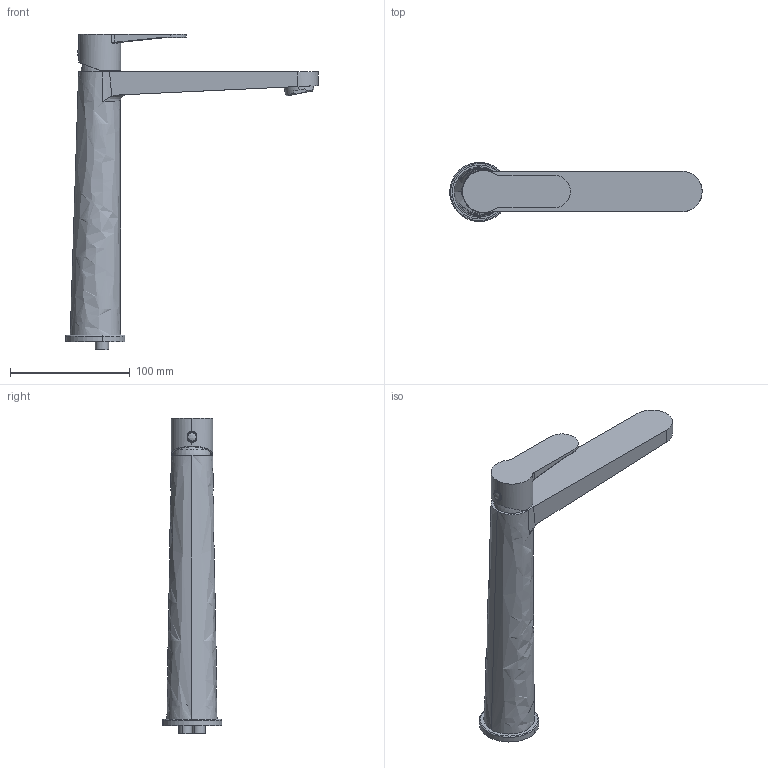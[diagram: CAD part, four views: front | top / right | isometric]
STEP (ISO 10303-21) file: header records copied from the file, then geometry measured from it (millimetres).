
FILE_DESCRIPTION (( 'STEP AP214' ), '1' );
FILE_NAME ('BNS2L-00.STEP', '2025-05-30T05:23:08', ( '' ), ( '' ), 'SwSTEP 2.0', 'SolidWorks 2024', '' );
FILE_SCHEMA (( 'AUTOMOTIVE_DESIGN' ));
Length unit declared in the file: millimetre
Products named in the file (13): BNS2L-00; BNS2L-04.STEP; BNS2L-03.STEP; BNS2L-02-00.STEP; PER.STEP; NUT.step.STEP; záslepka.STEP; BNS2L-01.STEP; 95 500_04.STEP; KAP.step.STEP; 26d-11.STEP; BNS2-02.STEP; BNS2L-02.STEP
Assembly tree (14 placements, depth 3):
  BNS2L-00
    95 500_04.STEP
    BNS2-02.STEP
    záslepka.STEP
    26d-11.STEP
    BNS2L-02-00.STEP
      BNS2L-03.STEP  x2
      BNS2L-02.STEP
      BNS2L-04.STEP  x2
    BNS2L-01.STEP
    KAP.step.STEP
    NUT.step.STEP
    PER.STEP
Bounding box: 210.68 x 49.35 x 263.3 mm (x, y, z)
Volume: 128211.2 mm3; surface area: 138916.2 mm2
Topology: 20 solids, 20 shells, 1028 faces, 2542 edges, 1570 vertices
Faces by surface type: cylinder 403, plane 293, torus 129, cone 93, bspline 74, sphere 36
Entity records: 38739 total; most frequent: CARTESIAN_POINT 14533, DIRECTION 5193, ORIENTED_EDGE 4926, EDGE_CURVE 2463, AXIS2_PLACEMENT_3D 2119, VERTEX_POINT 1538, CIRCLE 1172, EDGE_LOOP 1089
